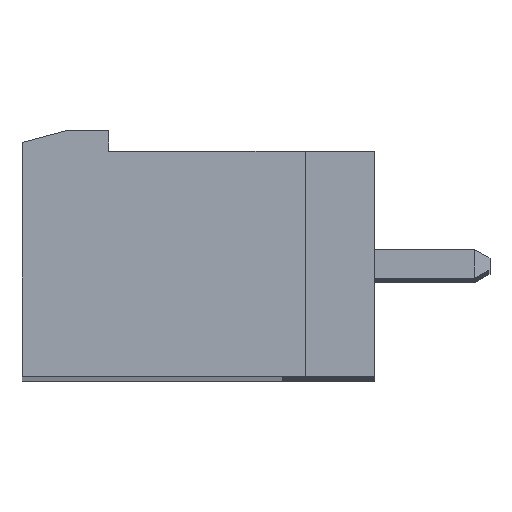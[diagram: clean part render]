
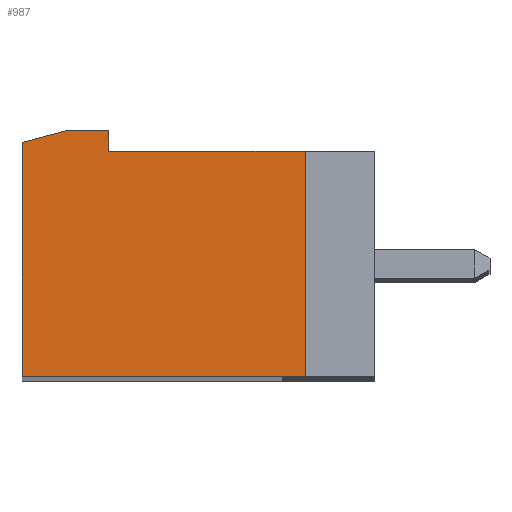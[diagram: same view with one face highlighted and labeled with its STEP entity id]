
A CAD part, top view. The second image highlights one B-rep face of the part: STEP entity #987.
In plain terms, the highlighted planar face has unit normal (0, 0, 1).
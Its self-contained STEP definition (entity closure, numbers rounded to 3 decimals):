
#987 = ADVANCED_FACE( '', ( #2543 ), #2544, .F. );
#2543 = FACE_OUTER_BOUND( '', #4719, .T. );
#2544 = PLANE( '', #4720 );
#4719 = EDGE_LOOP( '', ( #7590, #7591, #7592, #7593, #7594, #7595, #7596 ) );
#4720 = AXIS2_PLACEMENT_3D( '', #7597, #7598, #7599 );
#7590 = ORIENTED_EDGE( '', *, *, #13080, .F. );
#7591 = ORIENTED_EDGE( '', *, *, #13410, .F. );
#7592 = ORIENTED_EDGE( '', *, *, #13411, .F. );
#7593 = ORIENTED_EDGE( '', *, *, #13412, .F. );
#7594 = ORIENTED_EDGE( '', *, *, #13413, .F. );
#7595 = ORIENTED_EDGE( '', *, *, #13414, .F. );
#7596 = ORIENTED_EDGE( '', *, *, #13415, .F. );
#7597 = CARTESIAN_POINT( '', ( 197.225, 4.81, 77.2 ) );
#7598 = DIRECTION( '', ( 0., 0., -1. ) );
#7599 = DIRECTION( '', ( 0., -1., 0. ) );
#13080 = EDGE_CURVE( '', #15770, #15765, #15772, .T. );
#13410 = EDGE_CURVE( '', #16333, #15770, #16334, .T. );
#13411 = EDGE_CURVE( '', #16335, #16333, #16336, .T. );
#13412 = EDGE_CURVE( '', #16337, #16335, #16338, .T. );
#13413 = EDGE_CURVE( '', #16339, #16337, #16340, .T. );
#13414 = EDGE_CURVE( '', #16341, #16339, #16342, .T. );
#13415 = EDGE_CURVE( '', #15765, #16341, #16343, .T. );
#15765 = VERTEX_POINT( '', #19569 );
#15770 = VERTEX_POINT( '', #19576 );
#15772 = LINE( '', #19579, #19580 );
#16333 = VERTEX_POINT( '', #20404 );
#16334 = LINE( '', #20405, #20406 );
#16335 = VERTEX_POINT( '', #20407 );
#16336 = LINE( '', #20408, #20409 );
#16337 = VERTEX_POINT( '', #20410 );
#16338 = LINE( '', #20411, #20412 );
#16339 = VERTEX_POINT( '', #20413 );
#16340 = LINE( '', #20414, #20415 );
#16341 = VERTEX_POINT( '', #20416 );
#16342 = LINE( '', #20417, #20418 );
#16343 = LINE( '', #20419, #20420 );
#19569 = CARTESIAN_POINT( '', ( 197.425, 4.01, 77.2 ) );
#19576 = CARTESIAN_POINT( '', ( 197.425, 4.71, 77.2 ) );
#19579 = CARTESIAN_POINT( '', ( 197.425, 4.31, 77.2 ) );
#19580 = VECTOR( '', #24251, 1000. );
#20404 = CARTESIAN_POINT( '', ( 195.918, 4.71, 77.2 ) );
#20405 = CARTESIAN_POINT( '', ( 197.425, 4.71, 77.2 ) );
#20406 = VECTOR( '', #24530, 1000. );
#20407 = CARTESIAN_POINT( '', ( 194.425, 4.31, 77.2 ) );
#20408 = CARTESIAN_POINT( '', ( 195.918, 4.71, 77.2 ) );
#20409 = VECTOR( '', #24531, 1000. );
#20410 = CARTESIAN_POINT( '', ( 194.425, -3.79, 77.2 ) );
#20411 = CARTESIAN_POINT( '', ( 194.425, 4.41, 77.2 ) );
#20412 = VECTOR( '', #24532, 1000. );
#20413 = CARTESIAN_POINT( '', ( 204.225, -3.79, 77.2 ) );
#20414 = CARTESIAN_POINT( '', ( 194.225, -3.79, 77.2 ) );
#20415 = VECTOR( '', #24533, 1000. );
#20416 = CARTESIAN_POINT( '', ( 204.225, 4.01, 77.2 ) );
#20417 = CARTESIAN_POINT( '', ( 204.225, -3.79, 77.2 ) );
#20418 = VECTOR( '', #24534, 1000. );
#20419 = CARTESIAN_POINT( '', ( 204.025, 4.01, 77.2 ) );
#20420 = VECTOR( '', #24535, 1000. );
#24251 = DIRECTION( '', ( 0., -1., 0. ) );
#24530 = DIRECTION( '', ( 1., 0., 0. ) );
#24531 = DIRECTION( '', ( 0.966, 0.259, 0. ) );
#24532 = DIRECTION( '', ( 0., 1., 0. ) );
#24533 = DIRECTION( '', ( -1., 0., 0. ) );
#24534 = DIRECTION( '', ( 0., -1., 0. ) );
#24535 = DIRECTION( '', ( 1., 0., 0. ) );
